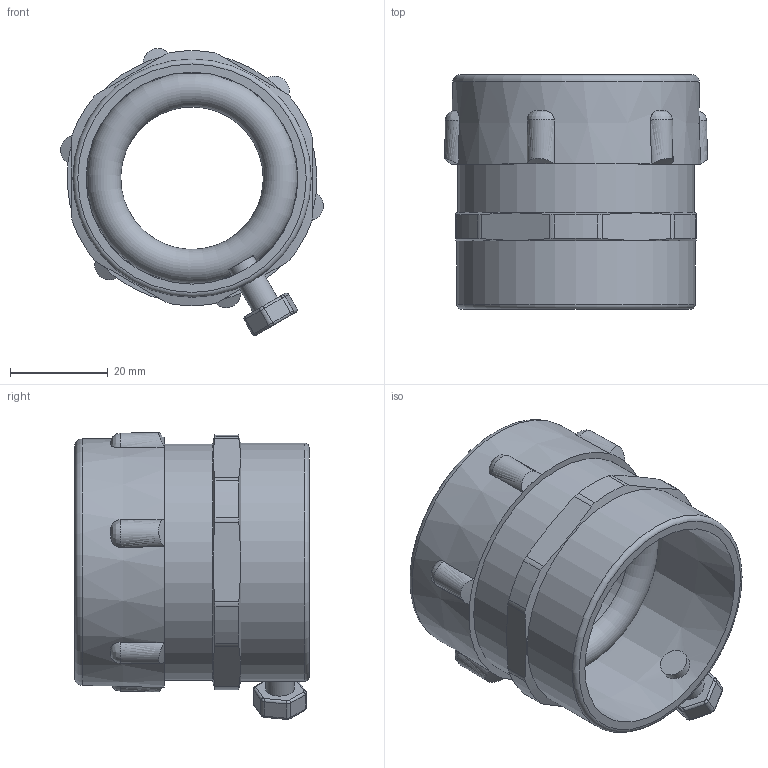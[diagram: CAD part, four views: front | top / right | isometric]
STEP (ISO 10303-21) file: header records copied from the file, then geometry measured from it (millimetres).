
FILE_DESCRIPTION(/* description */ (''),/* implementation_level */ '2;1');
FILE_NAME(/* name */ 'МТ-32.stp',/* time_stamp */ '2021-06-07T16:34:24+07:00',/* author */ ('zeta-09'),/* organization */ (''),/* preprocessor_version */ 'ST-DEVELOPER v18.1',/* originating_system */ 'Autodesk Inventor 2021',/* authorisation */ '');
FILE_SCHEMA (('AUTOMOTIVE_DESIGN { 1 0 10303 214 3 1 1 }'));
Length unit declared in the file: millimetre
Products named in the file (1): МТ-32
Bounding box: 53.8 x 48 x 58.78 mm (x, y, z)
Volume: 22598 mm3; surface area: 29241.8 mm2
Topology: 9 solids, 9 shells, 199 faces, 511 edges, 330 vertices
Faces by surface type: cylinder 79, plane 48, bspline 45, cone 15, sphere 6, torus 6
Full cylindrical faces by diameter (mm): 5.8 x2, 29.2 x1, 30 x1, 39.9 x1, 42 x1, 42.5 x1, 43.3 x1, 43.9 x1, 47.2 x1, 48.4 x1, 48.8 x1
Entity records: 7730 total; most frequent: CARTESIAN_POINT 2724, ORIENTED_EDGE 1024, DIRECTION 961, EDGE_CURVE 512, AXIS2_PLACEMENT_3D 386, VERTEX_POINT 335, CIRCLE 211, EDGE_LOOP 209
